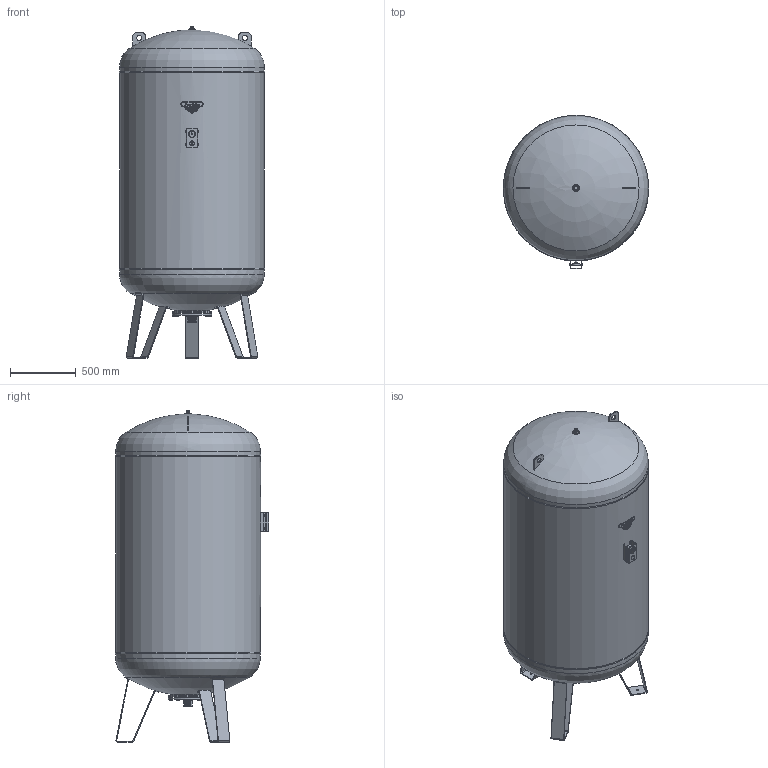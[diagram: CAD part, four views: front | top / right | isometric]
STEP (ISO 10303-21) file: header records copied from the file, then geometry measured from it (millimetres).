
FILE_DESCRIPTION(/* description */ (''),/* implementation_level */ '2;1');
FILE_NAME(/* name */ '17_ULTRA-PRO 2000L V 10bar_11002000011.stp',/* time_stamp */ '2019-09-03T15:11:24+03:00',/* author */ ('shkarinov'),/* organization */ (''),/* preprocessor_version */ 'ST-DEVELOPER v16.5',/* originating_system */ 'Autodesk Inventor 2017',/* authorisation */ '');
FILE_SCHEMA (('AUTOMOTIVE_DESIGN { 1 0 10303 214 3 1 1 }'));
Length unit declared in the file: inch
Products named in the file (1): 17_ULTRA-PRO 2000L V 10bar_11002000011
Bounding box: 1104.37 x 1164.31 x 2519.99 mm (x, y, z)
Volume: 1848971372.2 mm3; surface area: 9181825.4 mm2
Topology: 2 solids, 4 shells, 711 faces, 1772 edges, 1142 vertices
Faces by surface type: plane 404, cylinder 142, torus 124, cone 38, sphere 2, bspline 1
Full cylindrical faces by diameter (mm): 6 x4, 8 x2, 10.734 x1, 12 x10, 12.26 x1, 12.78 x1, 12.825 x1, 14 x3, 22.804 x1, 35 x1, 40 x2, 43 x1, 52.09 x1, 55 x1, 57.001 x1, 60.5 x2, 65 x2, 300 x2, 1100 x3
Entity records: 22232 total; most frequent: CARTESIAN_POINT 5481, DIRECTION 3254, ORIENTED_EDGE 3078, EDGE_CURVE 1538, AXIS2_PLACEMENT_3D 1212, VERTEX_POINT 1113, EDGE_LOOP 1048, LINE 830
